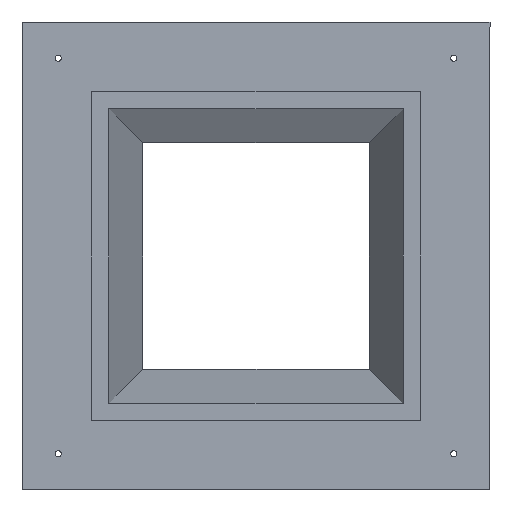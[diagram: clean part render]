
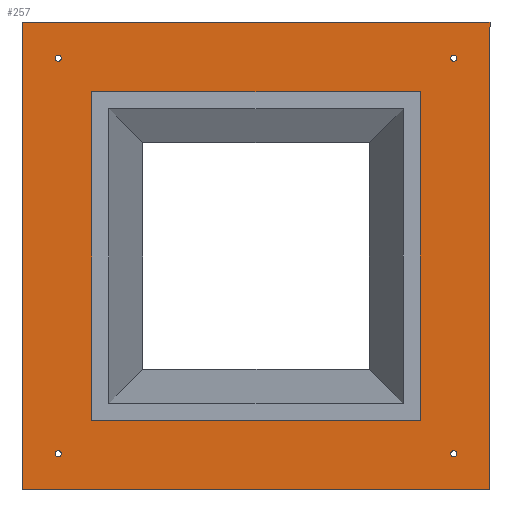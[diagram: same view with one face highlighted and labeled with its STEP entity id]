
A CAD part, front view. The second image highlights one B-rep face of the part: STEP entity #257.
In plain terms, the highlighted planar face has unit normal (0, -1, 0).
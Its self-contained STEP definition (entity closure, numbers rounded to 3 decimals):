
#48 = VERTEX_POINT ( 'NONE', #667 ) ;
#51 = VERTEX_POINT ( 'NONE', #661 ) ;
#54 = EDGE_CURVE ( 'NONE', #48, #51, #659, .T. ) ;
#59 = VERTEX_POINT ( 'NONE', #706 ) ;
#62 = EDGE_CURVE ( 'NONE', #59, #65, #704, .T. ) ;
#65 = VERTEX_POINT ( 'NONE', #694 ) ;
#124 = VERTEX_POINT ( 'NONE', #817 ) ;
#126 = EDGE_CURVE ( 'NONE', #127, #124, #816, .T. ) ;
#127 = VERTEX_POINT ( 'NONE', #811 ) ;
#191 = VERTEX_POINT ( 'NONE', #950 ) ;
#193 = EDGE_CURVE ( 'NONE', #194, #191, #949, .T. ) ;
#194 = VERTEX_POINT ( 'NONE', #944 ) ;
#238 = EDGE_CURVE ( 'NONE', #191, #194, #992, .T. ) ;
#239 = EDGE_LOOP ( 'NONE', ( #240, #244, #299, #302 ) ) ;
#240 = ORIENTED_EDGE ( 'NONE', *, *, #241, .T. ) ;
#241 = EDGE_CURVE ( 'NONE', #242, #243, #1053, .T. ) ;
#242 = VERTEX_POINT ( 'NONE', #1049 ) ;
#243 = VERTEX_POINT ( 'NONE', #1048 ) ;
#244 = ORIENTED_EDGE ( 'NONE', *, *, #245, .T. ) ;
#245 = EDGE_CURVE ( 'NONE', #243, #246, #1047, .T. ) ;
#246 = VERTEX_POINT ( 'NONE', #1043 ) ;
#257 = ADVANCED_FACE ( 'NONE', ( #1028, #1027, #1026, #1025, #1024, #1023 ), #1020, .T. ) ;
#258 = EDGE_LOOP ( 'NONE', ( #259, #315 ) ) ;
#259 = ORIENTED_EDGE ( 'NONE', *, *, #54, .T. ) ;
#260 = EDGE_LOOP ( 'NONE', ( #317, #318 ) ) ;
#287 = ORIENTED_EDGE ( 'NONE', *, *, #288, .F. ) ;
#288 = EDGE_CURVE ( 'NONE', #308, #314, #1103, .T. ) ;
#289 = EDGE_LOOP ( 'NONE', ( #290, #291 ) ) ;
#290 = ORIENTED_EDGE ( 'NONE', *, *, #126, .T. ) ;
#291 = ORIENTED_EDGE ( 'NONE', *, *, #292, .T. ) ;
#292 = EDGE_CURVE ( 'NONE', #124, #127, #1099, .T. ) ;
#293 = EDGE_LOOP ( 'NONE', ( #294, #295 ) ) ;
#294 = ORIENTED_EDGE ( 'NONE', *, *, #62, .T. ) ;
#295 = ORIENTED_EDGE ( 'NONE', *, *, #296, .T. ) ;
#296 = EDGE_CURVE ( 'NONE', #65, #59, #1094, .T. ) ;
#299 = ORIENTED_EDGE ( 'NONE', *, *, #300, .T. ) ;
#300 = EDGE_CURVE ( 'NONE', #246, #301, #1086, .T. ) ;
#301 = VERTEX_POINT ( 'NONE', #1140 ) ;
#302 = ORIENTED_EDGE ( 'NONE', *, *, #303, .T. ) ;
#303 = EDGE_CURVE ( 'NONE', #301, #242, #1139, .T. ) ;
#304 = EDGE_LOOP ( 'NONE', ( #305, #309, #312, #287 ) ) ;
#305 = ORIENTED_EDGE ( 'NONE', *, *, #306, .F. ) ;
#306 = EDGE_CURVE ( 'NONE', #307, #308, #1135, .T. ) ;
#307 = VERTEX_POINT ( 'NONE', #1131 ) ;
#308 = VERTEX_POINT ( 'NONE', #1130 ) ;
#309 = ORIENTED_EDGE ( 'NONE', *, *, #310, .F. ) ;
#310 = EDGE_CURVE ( 'NONE', #311, #307, #1129, .T. ) ;
#311 = VERTEX_POINT ( 'NONE', #1125 ) ;
#312 = ORIENTED_EDGE ( 'NONE', *, *, #313, .F. ) ;
#313 = EDGE_CURVE ( 'NONE', #314, #311, #1124, .T. ) ;
#314 = VERTEX_POINT ( 'NONE', #1120 ) ;
#315 = ORIENTED_EDGE ( 'NONE', *, *, #316, .T. ) ;
#316 = EDGE_CURVE ( 'NONE', #51, #48, #1118, .T. ) ;
#317 = ORIENTED_EDGE ( 'NONE', *, *, #193, .T. ) ;
#318 = ORIENTED_EDGE ( 'NONE', *, *, #238, .T. ) ;
#655 = DIRECTION ( 'NONE',  ( 0., 0., 1. ) ) ;
#656 = DIRECTION ( 'NONE',  ( 0., 1., 0. ) ) ;
#657 = CARTESIAN_POINT ( 'NONE',  ( 410., 0., -410. ) ) ;
#658 = AXIS2_PLACEMENT_3D ( 'NONE', #657, #656, #655 ) ;
#659 = CIRCLE ( 'NONE', #658, 6.5 ) ;
#661 = CARTESIAN_POINT ( 'NONE',  ( 410., 0., -403.5 ) ) ;
#667 = CARTESIAN_POINT ( 'NONE',  ( 410., 0., -416.5 ) ) ;
#694 = CARTESIAN_POINT ( 'NONE',  ( -410., 0., -403.5 ) ) ;
#700 = DIRECTION ( 'NONE',  ( 0., 0., 1. ) ) ;
#701 = DIRECTION ( 'NONE',  ( 0., 1., 0. ) ) ;
#702 = CARTESIAN_POINT ( 'NONE',  ( -410., 0., -410. ) ) ;
#703 = AXIS2_PLACEMENT_3D ( 'NONE', #702, #701, #700 ) ;
#704 = CIRCLE ( 'NONE', #703, 6.5 ) ;
#706 = CARTESIAN_POINT ( 'NONE',  ( -410., 0., -416.5 ) ) ;
#811 = CARTESIAN_POINT ( 'NONE',  ( 410., 0., 403.5 ) ) ;
#812 = DIRECTION ( 'NONE',  ( 0., 0., 1. ) ) ;
#813 = DIRECTION ( 'NONE',  ( 0., 1., 0. ) ) ;
#814 = CARTESIAN_POINT ( 'NONE',  ( 410., 0., 410. ) ) ;
#815 = AXIS2_PLACEMENT_3D ( 'NONE', #814, #813, #812 ) ;
#816 = CIRCLE ( 'NONE', #815, 6.5 ) ;
#817 = CARTESIAN_POINT ( 'NONE',  ( 410., 0., 416.5 ) ) ;
#944 = CARTESIAN_POINT ( 'NONE',  ( -410., 0., 403.5 ) ) ;
#945 = DIRECTION ( 'NONE',  ( 0., 0., 1. ) ) ;
#946 = DIRECTION ( 'NONE',  ( 0., 1., 0. ) ) ;
#947 = CARTESIAN_POINT ( 'NONE',  ( -410., 0., 410. ) ) ;
#948 = AXIS2_PLACEMENT_3D ( 'NONE', #947, #946, #945 ) ;
#949 = CIRCLE ( 'NONE', #948, 6.5 ) ;
#950 = CARTESIAN_POINT ( 'NONE',  ( -410., 0., 416.5 ) ) ;
#988 = DIRECTION ( 'NONE',  ( 0., 0., 1. ) ) ;
#989 = DIRECTION ( 'NONE',  ( 0., 1., 0. ) ) ;
#990 = CARTESIAN_POINT ( 'NONE',  ( -410., 0., 410. ) ) ;
#991 = AXIS2_PLACEMENT_3D ( 'NONE', #990, #989, #988 ) ;
#992 = CIRCLE ( 'NONE', #991, 6.5 ) ;
#1019 = DIRECTION ( 'NONE',  ( 0., -1., 0. ) ) ;
#1020 = PLANE ( 'NONE',  #1022 ) ;
#1021 = CARTESIAN_POINT ( 'NONE',  ( -340., 0., 950. ) ) ;
#1022 = AXIS2_PLACEMENT_3D ( 'NONE', #1021, #1019, #1083 ) ;
#1023 = FACE_BOUND ( 'NONE', #293, .T. ) ;
#1024 = FACE_BOUND ( 'NONE', #289, .T. ) ;
#1025 = FACE_BOUND ( 'NONE', #304, .T. ) ;
#1026 = FACE_OUTER_BOUND ( 'NONE', #239, .T. ) ;
#1027 = FACE_BOUND ( 'NONE', #260, .T. ) ;
#1028 = FACE_BOUND ( 'NONE', #258, .T. ) ;
#1043 = CARTESIAN_POINT ( 'NONE',  ( 485., 0., -485. ) ) ;
#1044 = DIRECTION ( 'NONE',  ( 1., 0., 0. ) ) ;
#1045 = VECTOR ( 'NONE', #1044, 1000. ) ;
#1046 = CARTESIAN_POINT ( 'NONE',  ( -950., 0., -485. ) ) ;
#1047 = LINE ( 'NONE', #1046, #1045 ) ;
#1048 = CARTESIAN_POINT ( 'NONE',  ( -485., 0., -485. ) ) ;
#1049 = CARTESIAN_POINT ( 'NONE',  ( -485., 0., 485. ) ) ;
#1050 = DIRECTION ( 'NONE',  ( 0., 0., -1. ) ) ;
#1051 = VECTOR ( 'NONE', #1050, 1000. ) ;
#1052 = CARTESIAN_POINT ( 'NONE',  ( -485., 0., 950. ) ) ;
#1053 = LINE ( 'NONE', #1052, #1051 ) ;
#1083 = DIRECTION ( 'NONE',  ( 0., 0., -1. ) ) ;
#1086 = LINE ( 'NONE', #1143, #1142 ) ;
#1090 = DIRECTION ( 'NONE',  ( 0., 0., 1. ) ) ;
#1091 = DIRECTION ( 'NONE',  ( 0., 1., 0. ) ) ;
#1092 = CARTESIAN_POINT ( 'NONE',  ( -410., 0., -410. ) ) ;
#1093 = AXIS2_PLACEMENT_3D ( 'NONE', #1092, #1091, #1090 ) ;
#1094 = CIRCLE ( 'NONE', #1093, 6.5 ) ;
#1095 = DIRECTION ( 'NONE',  ( 0., 0., 1. ) ) ;
#1096 = DIRECTION ( 'NONE',  ( 0., 1., 0. ) ) ;
#1097 = CARTESIAN_POINT ( 'NONE',  ( 410., 0., 410. ) ) ;
#1098 = AXIS2_PLACEMENT_3D ( 'NONE', #1097, #1096, #1095 ) ;
#1099 = CIRCLE ( 'NONE', #1098, 6.5 ) ;
#1100 = DIRECTION ( 'NONE',  ( 0., 0., 1. ) ) ;
#1101 = VECTOR ( 'NONE', #1100, 1000. ) ;
#1102 = CARTESIAN_POINT ( 'NONE',  ( 340., 0., -950. ) ) ;
#1103 = LINE ( 'NONE', #1102, #1101 ) ;
#1115 = DIRECTION ( 'NONE',  ( 0., 1., 0. ) ) ;
#1116 = CARTESIAN_POINT ( 'NONE',  ( 410., 0., -410. ) ) ;
#1117 = AXIS2_PLACEMENT_3D ( 'NONE', #1116, #1115, #1176 ) ;
#1118 = CIRCLE ( 'NONE', #1117, 6.5 ) ;
#1120 = CARTESIAN_POINT ( 'NONE',  ( 340., 0., 340. ) ) ;
#1121 = DIRECTION ( 'NONE',  ( -1., 0., 0. ) ) ;
#1122 = VECTOR ( 'NONE', #1121, 1000. ) ;
#1123 = CARTESIAN_POINT ( 'NONE',  ( 950., 0., 340. ) ) ;
#1124 = LINE ( 'NONE', #1123, #1122 ) ;
#1125 = CARTESIAN_POINT ( 'NONE',  ( -340., 0., 340. ) ) ;
#1126 = DIRECTION ( 'NONE',  ( 0., 0., -1. ) ) ;
#1127 = VECTOR ( 'NONE', #1126, 1000. ) ;
#1128 = CARTESIAN_POINT ( 'NONE',  ( -340., 0., 950. ) ) ;
#1129 = LINE ( 'NONE', #1128, #1127 ) ;
#1130 = CARTESIAN_POINT ( 'NONE',  ( 340., 0., -340. ) ) ;
#1131 = CARTESIAN_POINT ( 'NONE',  ( -340., 0., -340. ) ) ;
#1132 = DIRECTION ( 'NONE',  ( 1., 0., 0. ) ) ;
#1133 = VECTOR ( 'NONE', #1132, 1000. ) ;
#1134 = CARTESIAN_POINT ( 'NONE',  ( -950., 0., -340. ) ) ;
#1135 = LINE ( 'NONE', #1134, #1133 ) ;
#1136 = DIRECTION ( 'NONE',  ( -1., 0., 0. ) ) ;
#1137 = VECTOR ( 'NONE', #1136, 1000. ) ;
#1138 = CARTESIAN_POINT ( 'NONE',  ( 950., 0., 485. ) ) ;
#1139 = LINE ( 'NONE', #1138, #1137 ) ;
#1140 = CARTESIAN_POINT ( 'NONE',  ( 485., 0., 485. ) ) ;
#1141 = DIRECTION ( 'NONE',  ( 0., 0., 1. ) ) ;
#1142 = VECTOR ( 'NONE', #1141, 1000. ) ;
#1143 = CARTESIAN_POINT ( 'NONE',  ( 485., 0., -950. ) ) ;
#1176 = DIRECTION ( 'NONE',  ( 0., 0., 1. ) ) ;
